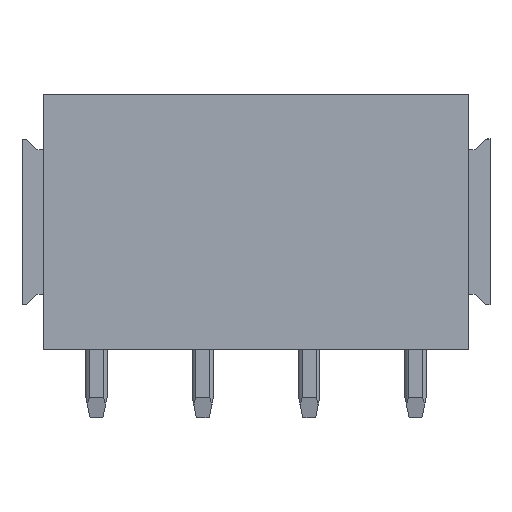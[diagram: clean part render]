
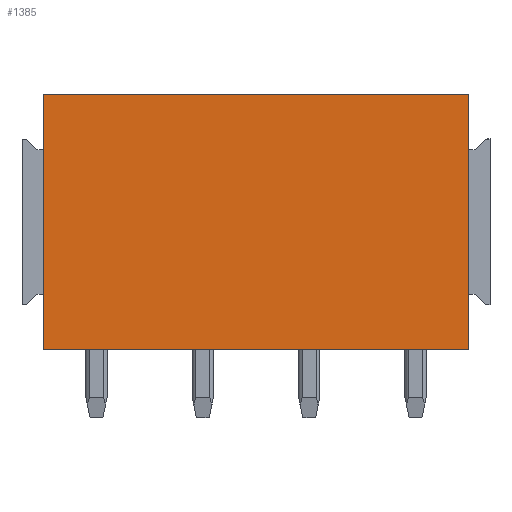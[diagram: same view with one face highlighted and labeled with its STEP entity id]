
A CAD part, front view. The second image highlights one B-rep face of the part: STEP entity #1385.
In plain terms, the highlighted planar face has unit normal (0, -1, 0).
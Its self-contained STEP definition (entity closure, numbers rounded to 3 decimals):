
#1365=AXIS2_PLACEMENT_3D('Plane Axis2P3D',#1362,#1363,#1364) ;
#431=CARTESIAN_POINT('Vertex',(21.,0.,3.2)) ;
#434=CARTESIAN_POINT('Line Origine',(11.,0.,3.2)) ;
#438=CARTESIAN_POINT('Vertex',(1.,0.,3.2)) ;
#1337=CARTESIAN_POINT('Vertex',(21.,0.,15.2)) ;
#1340=CARTESIAN_POINT('Line Origine',(21.,0.,9.2)) ;
#1362=CARTESIAN_POINT('Axis2P3D Location',(1.,0.,3.2)) ;
#1367=CARTESIAN_POINT('Line Origine',(11.,0.,15.2)) ;
#1371=CARTESIAN_POINT('Vertex',(1.,0.,15.2)) ;
#1374=CARTESIAN_POINT('Line Origine',(1.,0.,9.2)) ;
#435=DIRECTION('Vector Direction',(1.,0.,0.)) ;
#1341=DIRECTION('Vector Direction',(0.,0.,1.)) ;
#1363=DIRECTION('Axis2P3D Direction',(0.,1.,0.)) ;
#1364=DIRECTION('Axis2P3D XDirection',(0.,0.,1.)) ;
#1368=DIRECTION('Vector Direction',(1.,0.,0.)) ;
#1375=DIRECTION('Vector Direction',(0.,0.,1.)) ;
#436=VECTOR('Line Direction',#435,1.) ;
#1342=VECTOR('Line Direction',#1341,1.) ;
#1369=VECTOR('Line Direction',#1368,1.) ;
#1376=VECTOR('Line Direction',#1375,1.) ;
#1380=ORIENTED_EDGE('',*,*,#1344,.T.) ;
#1381=ORIENTED_EDGE('',*,*,#1373,.F.) ;
#1382=ORIENTED_EDGE('',*,*,#1378,.F.) ;
#1383=ORIENTED_EDGE('',*,*,#440,.T.) ;
#1385=ADVANCED_FACE('Housing',(#1384),#1366,.F.) ;
#440=EDGE_CURVE('',#439,#432,#437,.T.) ;
#1344=EDGE_CURVE('',#432,#1338,#1343,.T.) ;
#1373=EDGE_CURVE('',#1372,#1338,#1370,.T.) ;
#1378=EDGE_CURVE('',#439,#1372,#1377,.T.) ;
#1379=EDGE_LOOP('',(#1380,#1381,#1382,#1383)) ;
#1384=FACE_OUTER_BOUND('',#1379,.T.) ;
#437=LINE('Line',#434,#436) ;
#1343=LINE('Line',#1340,#1342) ;
#1370=LINE('Line',#1367,#1369) ;
#1377=LINE('Line',#1374,#1376) ;
#1366=PLANE('',#1365) ;
#432=VERTEX_POINT('',#431) ;
#439=VERTEX_POINT('',#438) ;
#1338=VERTEX_POINT('',#1337) ;
#1372=VERTEX_POINT('',#1371) ;
